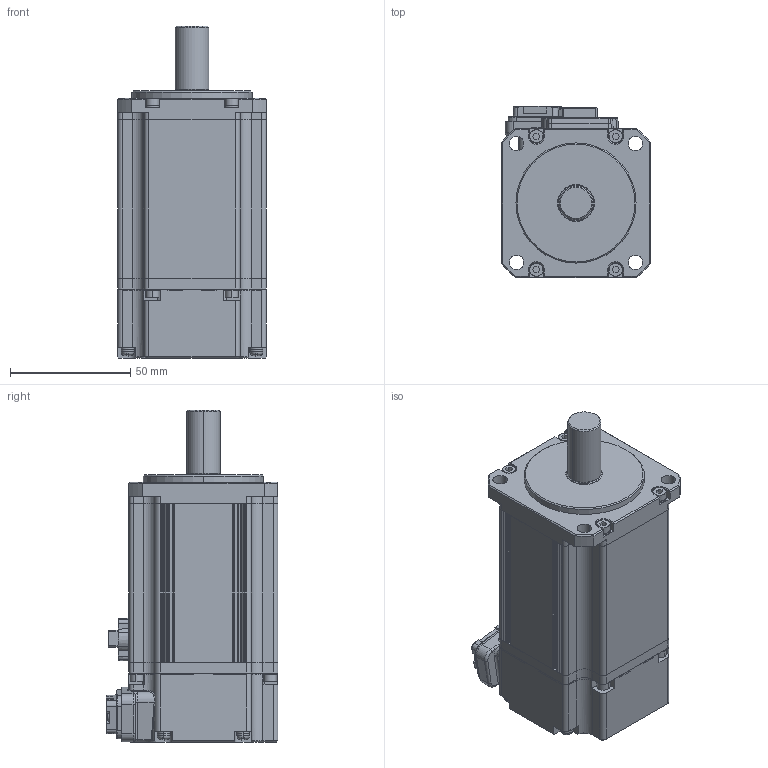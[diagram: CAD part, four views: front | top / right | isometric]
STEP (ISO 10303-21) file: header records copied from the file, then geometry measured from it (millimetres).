
FILE_DESCRIPTION (( 'STEP AP214' ), '1' );
FILE_NAME ('SLM06GA002G03_Out Line(APMC-FBL04AMN).STEP', '2019-07-25T03:02:59', ( '' ), ( '' ), 'SwSTEP 2.0', 'SolidWorks 2011', '' );
FILE_SCHEMA (( 'AUTOMOTIVE_DESIGN' ));
Length unit declared in the file: millimetre
Products named in the file (1): SLM06GA002G03_Out Line(APMC-FBL04AMN)
Bounding box: 62 x 71.5 x 138.2 mm (x, y, z)
Volume: 379749.2 mm3; surface area: 75304.4 mm2
Topology: 44 solids, 44 shells, 1807 faces, 4723 edges, 3075 vertices
Faces by surface type: plane 1154, cylinder 465, bspline 112, cone 51, torus 25
Entity records: 80080 total; most frequent: CARTESIAN_POINT 15493, ORIENTED_EDGE 9440, DIRECTION 8691, EDGE_CURVE 4720, VECTOR 3255, LINE 3255, VERTEX_POINT 3075, AXIS2_PLACEMENT_3D 2718
